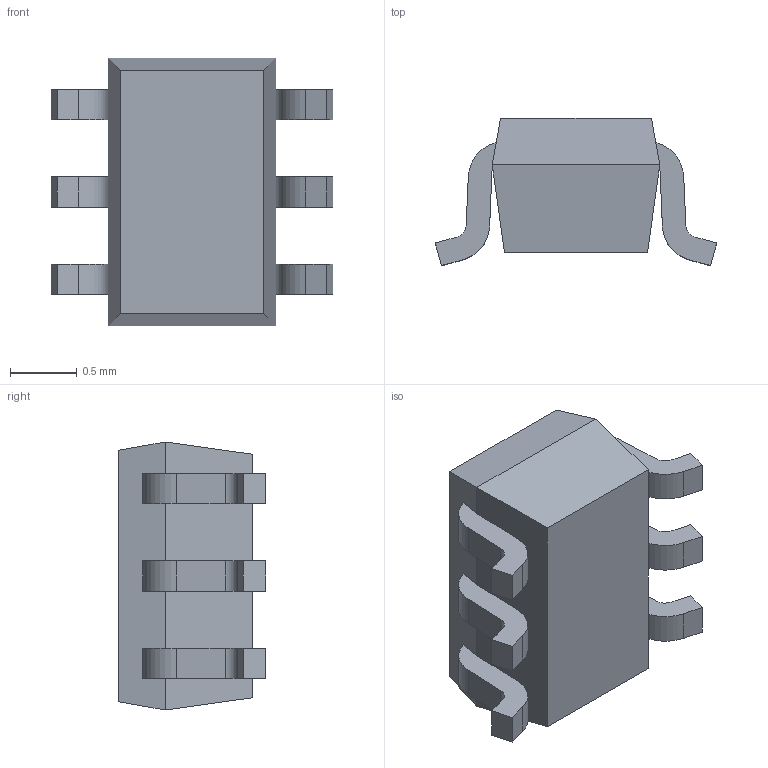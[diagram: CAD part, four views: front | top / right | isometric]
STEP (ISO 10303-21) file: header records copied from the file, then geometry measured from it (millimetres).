
FILE_DESCRIPTION (( 'STEP AP214' ), '1' );
FILE_NAME ('FFB2222A.STEP', '2018-10-08T12:01:11', ( '' ), ( '' ), 'SwSTEP 2.0', 'SolidWorks 2017', '' );
FILE_SCHEMA (( 'AUTOMOTIVE_DESIGN' ));
Length unit declared in the file: millimetre
Products named in the file (1): FFB2222A
Bounding box: 2.1 x 1.1 x 2 mm (x, y, z)
Volume: 2.5 mm3; surface area: 15.6 mm2
Topology: 8 solids, 8 shells, 83 faces, 194 edges, 128 vertices
Faces by surface type: plane 61, cylinder 22
Entity records: 3062 total; most frequent: DIRECTION 406, CARTESIAN_POINT 406, ORIENTED_EDGE 388, EDGE_CURVE 194, LINE 150, VECTOR 150, AXIS2_PLACEMENT_3D 128, VERTEX_POINT 128
